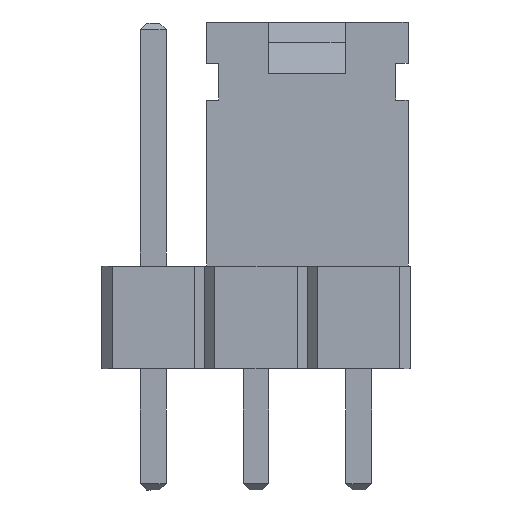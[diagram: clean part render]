
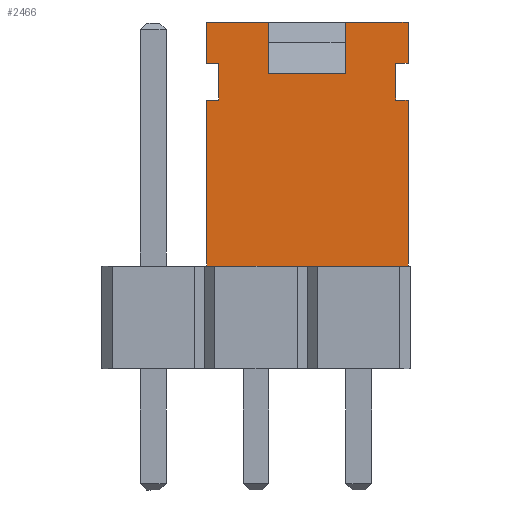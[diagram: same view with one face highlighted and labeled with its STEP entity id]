
A CAD part, left-side view. The second image highlights one B-rep face of the part: STEP entity #2466.
In plain terms, the highlighted face is planar.
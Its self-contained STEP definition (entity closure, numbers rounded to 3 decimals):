
#185=FACE_OUTER_BOUND('',#327,.T.);
#327=EDGE_LOOP('',(#1936,#1937,#1938,#1939,#1940,#1941,#1942,#1943,#1944,
#1945,#1946,#1947,#1948,#1949,#1950,#1951));
#558=LINE('',#3799,#873);
#576=LINE('',#3836,#891);
#578=LINE('',#3840,#893);
#581=LINE('',#3846,#896);
#594=LINE('',#3872,#909);
#595=LINE('',#3876,#910);
#596=LINE('',#3878,#911);
#597=LINE('',#3880,#912);
#598=LINE('',#3881,#913);
#599=LINE('',#3882,#914);
#600=LINE('',#3884,#915);
#601=LINE('',#3885,#916);
#602=LINE('',#3887,#917);
#603=LINE('',#3889,#918);
#604=LINE('',#3891,#919);
#605=LINE('',#3892,#920);
#873=VECTOR('',#3116,4.98);
#891=VECTOR('',#3136,1.02);
#893=VECTOR('',#3140,4.105);
#896=VECTOR('',#3145,0.3);
#909=VECTOR('',#3164,0.3);
#910=VECTOR('',#3167,1.54);
#911=VECTOR('',#3168,1.02);
#912=VECTOR('',#3169,0.3);
#913=VECTOR('',#3170,0.91);
#914=VECTOR('',#3171,4.105);
#915=VECTOR('',#3172,0.3);
#916=VECTOR('',#3173,0.91);
#917=VECTOR('',#3174,1.54);
#918=VECTOR('',#3175,1.285);
#919=VECTOR('',#3176,1.9);
#920=VECTOR('',#3177,1.285);
#1120=VERTEX_POINT('',#3797);
#1121=VERTEX_POINT('',#3798);
#1138=VERTEX_POINT('',#3833);
#1139=VERTEX_POINT('',#3835);
#1140=VERTEX_POINT('',#3839);
#1142=VERTEX_POINT('',#3845);
#1151=VERTEX_POINT('',#3868);
#1152=VERTEX_POINT('',#3870);
#1153=VERTEX_POINT('',#3874);
#1154=VERTEX_POINT('',#3875);
#1155=VERTEX_POINT('',#3877);
#1156=VERTEX_POINT('',#3879);
#1157=VERTEX_POINT('',#3883);
#1158=VERTEX_POINT('',#3886);
#1159=VERTEX_POINT('',#3888);
#1160=VERTEX_POINT('',#3890);
#1390=EDGE_CURVE('',#1120,#1121,#558,.T.);
#1408=EDGE_CURVE('',#1139,#1138,#576,.T.);
#1410=EDGE_CURVE('',#1120,#1140,#578,.T.);
#1413=EDGE_CURVE('',#1139,#1142,#581,.T.);
#1427=EDGE_CURVE('',#1152,#1151,#594,.T.);
#1428=EDGE_CURVE('',#1153,#1154,#595,.T.);
#1429=EDGE_CURVE('',#1155,#1154,#596,.T.);
#1430=EDGE_CURVE('',#1155,#1156,#597,.T.);
#1431=EDGE_CURVE('',#1151,#1156,#598,.T.);
#1432=EDGE_CURVE('',#1121,#1152,#599,.T.);
#1433=EDGE_CURVE('',#1140,#1157,#600,.T.);
#1434=EDGE_CURVE('',#1142,#1157,#601,.T.);
#1435=EDGE_CURVE('',#1138,#1158,#602,.T.);
#1436=EDGE_CURVE('',#1158,#1159,#603,.T.);
#1437=EDGE_CURVE('',#1160,#1159,#604,.T.);
#1438=EDGE_CURVE('',#1153,#1160,#605,.T.);
#1936=ORIENTED_EDGE('',*,*,#1428,.T.);
#1937=ORIENTED_EDGE('',*,*,#1429,.F.);
#1938=ORIENTED_EDGE('',*,*,#1430,.T.);
#1939=ORIENTED_EDGE('',*,*,#1431,.F.);
#1940=ORIENTED_EDGE('',*,*,#1427,.F.);
#1941=ORIENTED_EDGE('',*,*,#1432,.F.);
#1942=ORIENTED_EDGE('',*,*,#1390,.F.);
#1943=ORIENTED_EDGE('',*,*,#1410,.T.);
#1944=ORIENTED_EDGE('',*,*,#1433,.T.);
#1945=ORIENTED_EDGE('',*,*,#1434,.F.);
#1946=ORIENTED_EDGE('',*,*,#1413,.F.);
#1947=ORIENTED_EDGE('',*,*,#1408,.T.);
#1948=ORIENTED_EDGE('',*,*,#1435,.T.);
#1949=ORIENTED_EDGE('',*,*,#1436,.T.);
#1950=ORIENTED_EDGE('',*,*,#1437,.F.);
#1951=ORIENTED_EDGE('',*,*,#1438,.F.);
#2255=PLANE('',#2685);
#2466=ADVANCED_FACE('',(#185),#2255,.T.);
#2685=AXIS2_PLACEMENT_3D('',#3873,#3165,#3166);
#3116=DIRECTION('',(1.,0.,0.));
#3136=DIRECTION('',(0.,0.,-1.));
#3140=DIRECTION('',(0.,0.,-1.));
#3145=DIRECTION('',(1.,0.,0.));
#3164=DIRECTION('',(-1.,0.,0.));
#3165=DIRECTION('center_axis',(0.,-1.,0.));
#3166=DIRECTION('ref_axis',(0.,0.,-1.));
#3167=DIRECTION('',(1.,0.,0.));
#3168=DIRECTION('',(0.,0.,-1.));
#3169=DIRECTION('',(-1.,0.,0.));
#3170=DIRECTION('',(0.,0.,-1.));
#3171=DIRECTION('',(0.,0.,-1.));
#3172=DIRECTION('',(1.,0.,0.));
#3173=DIRECTION('',(0.,0.,1.));
#3174=DIRECTION('',(1.,0.,0.));
#3175=DIRECTION('',(0.,0.,1.));
#3176=DIRECTION('',(-1.,0.,0.));
#3177=DIRECTION('',(0.,0.,1.));
#3797=CARTESIAN_POINT('',(-2.49,-1.22,0.));
#3798=CARTESIAN_POINT('',(2.49,-1.22,0.));
#3799=CARTESIAN_POINT('',(-2.49,-1.22,0.));
#3833=CARTESIAN_POINT('',(-2.49,-1.22,-6.035));
#3835=CARTESIAN_POINT('',(-2.49,-1.22,-5.015));
#3836=CARTESIAN_POINT('',(-2.49,-1.22,-5.015));
#3839=CARTESIAN_POINT('',(-2.49,-1.22,-4.105));
#3840=CARTESIAN_POINT('',(-2.49,-1.22,0.));
#3845=CARTESIAN_POINT('',(-2.19,-1.22,-5.015));
#3846=CARTESIAN_POINT('',(-2.49,-1.22,-5.015));
#3868=CARTESIAN_POINT('',(2.19,-1.22,-4.105));
#3870=CARTESIAN_POINT('',(2.49,-1.22,-4.105));
#3872=CARTESIAN_POINT('',(2.49,-1.22,-4.105));
#3873=CARTESIAN_POINT('Origin',(-2.49,-1.22,0.));
#3874=CARTESIAN_POINT('',(0.95,-1.22,-6.035));
#3875=CARTESIAN_POINT('',(2.49,-1.22,-6.035));
#3876=CARTESIAN_POINT('',(0.95,-1.22,-6.035));
#3877=CARTESIAN_POINT('',(2.49,-1.22,-5.015));
#3878=CARTESIAN_POINT('',(2.49,-1.22,-5.015));
#3879=CARTESIAN_POINT('',(2.19,-1.22,-5.015));
#3880=CARTESIAN_POINT('',(2.49,-1.22,-5.015));
#3881=CARTESIAN_POINT('',(2.19,-1.22,-4.105));
#3882=CARTESIAN_POINT('',(2.49,-1.22,0.));
#3883=CARTESIAN_POINT('',(-2.19,-1.22,-4.105));
#3884=CARTESIAN_POINT('',(-2.49,-1.22,-4.105));
#3885=CARTESIAN_POINT('',(-2.19,-1.22,-5.015));
#3886=CARTESIAN_POINT('',(-0.95,-1.22,-6.035));
#3887=CARTESIAN_POINT('',(-2.49,-1.22,-6.035));
#3888=CARTESIAN_POINT('',(-0.95,-1.22,-4.75));
#3889=CARTESIAN_POINT('',(-0.95,-1.22,-6.035));
#3890=CARTESIAN_POINT('',(0.95,-1.22,-4.75));
#3891=CARTESIAN_POINT('',(0.95,-1.22,-4.75));
#3892=CARTESIAN_POINT('',(0.95,-1.22,-6.035));
